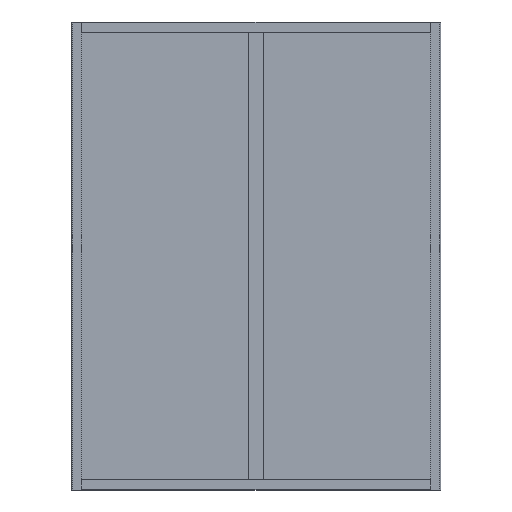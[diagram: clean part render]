
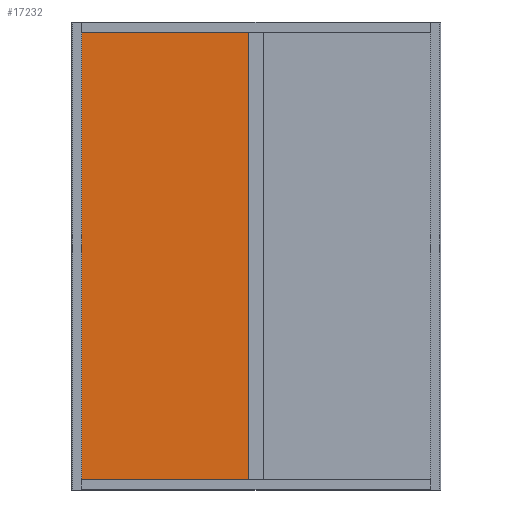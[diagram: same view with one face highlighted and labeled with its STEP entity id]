
A CAD part, left-side view. The second image highlights one B-rep face of the part: STEP entity #17232.
In plain terms, the highlighted planar face has unit normal (-1, 0, 0).
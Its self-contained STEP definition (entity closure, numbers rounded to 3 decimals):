
#129=LINE('',#23819,#2143);
#130=LINE('',#23821,#2144);
#131=LINE('',#23823,#2145);
#132=LINE('',#23824,#2146);
#2143=VECTOR('',#19367,1720.);
#2144=VECTOR('',#19368,640.);
#2145=VECTOR('',#19369,1720.);
#2146=VECTOR('',#19370,640.);
#4259=PLANE('',#18122);
#5054=FACE_OUTER_BOUND('',#5937,.T.);
#5937=EDGE_LOOP('',(#11313,#11314,#11315,#11316));
#7263=VERTEX_POINT('',#23817);
#7264=VERTEX_POINT('',#23818);
#7265=VERTEX_POINT('',#23820);
#7266=VERTEX_POINT('',#23822);
#8837=EDGE_CURVE('',#7263,#7264,#129,.T.);
#8838=EDGE_CURVE('',#7265,#7263,#130,.T.);
#8839=EDGE_CURVE('',#7266,#7265,#131,.T.);
#8840=EDGE_CURVE('',#7264,#7266,#132,.T.);
#11313=ORIENTED_EDGE('',*,*,#8837,.F.);
#11314=ORIENTED_EDGE('',*,*,#8838,.F.);
#11315=ORIENTED_EDGE('',*,*,#8839,.F.);
#11316=ORIENTED_EDGE('',*,*,#8840,.F.);
#17232=ADVANCED_FACE('',(#5054),#4259,.F.);
#18122=AXIS2_PLACEMENT_3D('',#23816,#19365,#19366);
#19365=DIRECTION('center_axis',(1.,0.,0.));
#19366=DIRECTION('ref_axis',(0.,0.,-1.));
#19367=DIRECTION('',(0.,0.,-1.));
#19368=DIRECTION('',(0.,-1.,0.));
#19369=DIRECTION('',(0.,0.,1.));
#19370=DIRECTION('',(0.,1.,0.));
#23816=CARTESIAN_POINT('Origin',(-18.8,1040.,0.));
#23817=CARTESIAN_POINT('',(-18.8,720.,860.));
#23818=CARTESIAN_POINT('',(-18.8,720.,-860.));
#23819=CARTESIAN_POINT('',(-18.8,720.,-430.));
#23820=CARTESIAN_POINT('',(-18.8,1360.,860.));
#23821=CARTESIAN_POINT('',(-18.8,1025.,860.));
#23822=CARTESIAN_POINT('',(-18.8,1360.,-860.));
#23823=CARTESIAN_POINT('',(-18.8,1360.,-450.));
#23824=CARTESIAN_POINT('',(-18.8,355.,-860.));
